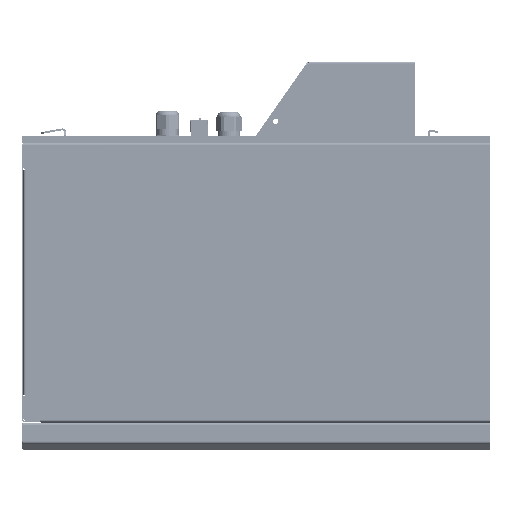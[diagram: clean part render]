
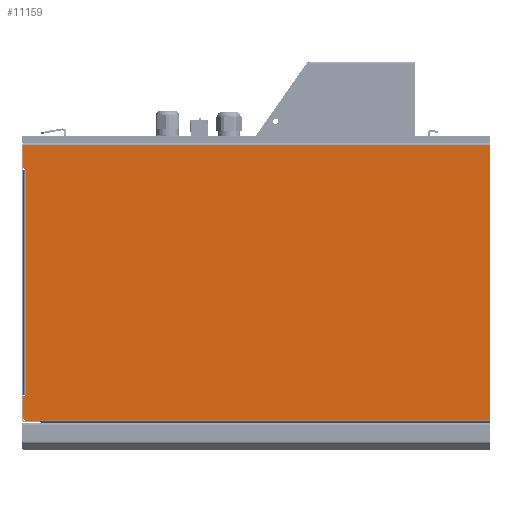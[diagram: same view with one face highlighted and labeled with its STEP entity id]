
A CAD part, left-side view. The second image highlights one B-rep face of the part: STEP entity #11159.
In plain terms, the highlighted planar face has unit normal (-1, 0, 0).
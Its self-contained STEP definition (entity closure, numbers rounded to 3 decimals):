
#2695=DIRECTION('',(0.,-1.,0.));
#2696=VECTOR('',#2695,379.);
#2697=CARTESIAN_POINT('',(-125.,379.,-2.));
#2698=LINE('',#2697,#2696);
#4351=DIRECTION('',(0.,0.,-1.));
#4352=VECTOR('',#4351,17.845);
#4353=CARTESIAN_POINT('',(-125.,379.,-206.155));
#4354=LINE('',#4353,#4352);
#4358=DIRECTION('',(0.,-0.707,-0.707));
#4359=VECTOR('',#4358,2.828);
#4360=CARTESIAN_POINT('',(-125.,379.,-224.));
#4361=LINE('',#4360,#4359);
#4365=DIRECTION('',(0.,0.866,-0.5));
#4366=VECTOR('',#4365,2.309);
#4367=CARTESIAN_POINT('',(-125.,377.,-205.));
#4368=LINE('',#4367,#4366);
#4372=DIRECTION('',(0.,-0.866,-0.5));
#4373=VECTOR('',#4372,2.309);
#4374=CARTESIAN_POINT('',(-125.,379.,-20.845));
#4375=LINE('',#4374,#4373);
#4379=DIRECTION('',(0.,0.,-1.));
#4380=VECTOR('',#4379,18.845);
#4381=CARTESIAN_POINT('',(-125.,379.,-2.));
#4382=LINE('',#4381,#4380);
#4386=DIRECTION('',(0.,0.5,-0.866));
#4387=VECTOR('',#4386,1.155);
#4388=CARTESIAN_POINT('',(-125.,365.,-225.));
#4389=LINE('',#4388,#4387);
#4393=DIRECTION('',(0.,1.,0.));
#4394=VECTOR('',#4393,11.423);
#4395=CARTESIAN_POINT('',(-125.,365.577,-226.));
#4396=LINE('',#4395,#4394);
#4459=DIRECTION('',(0.,0.,1.));
#4460=VECTOR('',#4459,183.);
#4461=CARTESIAN_POINT('',(-125.,377.,-205.));
#4462=LINE('',#4461,#4460);
#4558=DIRECTION('',(0.,0.,-1.));
#4559=VECTOR('',#4558,223.);
#4560=CARTESIAN_POINT('',(-125.,0.,-2.));
#4561=LINE('',#4560,#4559);
#4580=DIRECTION('',(0.,-1.,0.));
#4581=VECTOR('',#4580,365.);
#4582=CARTESIAN_POINT('',(-125.,365.,-225.));
#4583=LINE('',#4582,#4581);
#8129=CARTESIAN_POINT('',(-125.,0.,-2.));
#8130=CARTESIAN_POINT('',(-125.,0.,-225.));
#8131=VERTEX_POINT('',#8129);
#8132=VERTEX_POINT('',#8130);
#8474=CARTESIAN_POINT('',(-125.,379.,-206.155));
#8476=VERTEX_POINT('',#8474);
#8478=CARTESIAN_POINT('',(-125.,379.,-20.845));
#8480=VERTEX_POINT('',#8478);
#9125=CARTESIAN_POINT('',(-125.,379.,-2.));
#9126=VERTEX_POINT('',#9125);
#9141=CARTESIAN_POINT('',(-125.,365.,-225.));
#9142=CARTESIAN_POINT('',(-125.,365.577,-226.));
#9143=VERTEX_POINT('',#9141);
#9144=VERTEX_POINT('',#9142);
#9145=CARTESIAN_POINT('',(-125.,377.,-205.));
#9146=VERTEX_POINT('',#9145);
#9149=CARTESIAN_POINT('',(-125.,377.,-22.));
#9150=VERTEX_POINT('',#9149);
#9157=CARTESIAN_POINT('',(-125.,379.,-224.));
#9158=VERTEX_POINT('',#9157);
#9159=CARTESIAN_POINT('',(-125.,377.,-226.));
#9160=VERTEX_POINT('',#9159);
#11135=CARTESIAN_POINT('',(-125.,0.,245.84));
#11136=DIRECTION('',(-1.,0.,0.));
#11137=DIRECTION('',(0.,1.,0.));
#11138=AXIS2_PLACEMENT_3D('',#11135,#11136,#11137);
#11139=PLANE('',#11138);
#11140=ORIENTED_EDGE('',*,*,#11058,.F.);
#11141=ORIENTED_EDGE('',*,*,#11102,.F.);
#11143=ORIENTED_EDGE('',*,*,#11142,.F.);
#11145=ORIENTED_EDGE('',*,*,#11144,.T.);
#11146=ORIENTED_EDGE('',*,*,#11120,.F.);
#11147=ORIENTED_EDGE('',*,*,#11081,.F.);
#11148=ORIENTED_EDGE('',*,*,#10158,.T.);
#11150=ORIENTED_EDGE('',*,*,#11149,.T.);
#11152=ORIENTED_EDGE('',*,*,#11151,.F.);
#11154=ORIENTED_EDGE('',*,*,#11153,.T.);
#11156=ORIENTED_EDGE('',*,*,#11155,.T.);
#11157=EDGE_LOOP('',(#11140,#11141,#11143,#11145,#11146,#11147,#11148,#11150,
#11152,#11154,#11156));
#11158=FACE_OUTER_BOUND('',#11157,.F.);
#11159=ADVANCED_FACE('',(#11158),#11139,.T.);
#10158=EDGE_CURVE('',#9126,#8131,#2698,.T.);
#11058=EDGE_CURVE('',#9158,#9160,#4361,.T.);
#11081=EDGE_CURVE('',#9126,#8480,#4382,.T.);
#11102=EDGE_CURVE('',#8476,#9158,#4354,.T.);
#11120=EDGE_CURVE('',#8480,#9150,#4375,.T.);
#11142=EDGE_CURVE('',#9146,#8476,#4368,.T.);
#11144=EDGE_CURVE('',#9146,#9150,#4462,.T.);
#11149=EDGE_CURVE('',#8131,#8132,#4561,.T.);
#11151=EDGE_CURVE('',#9143,#8132,#4583,.T.);
#11153=EDGE_CURVE('',#9143,#9144,#4389,.T.);
#11155=EDGE_CURVE('',#9144,#9160,#4396,.T.);
